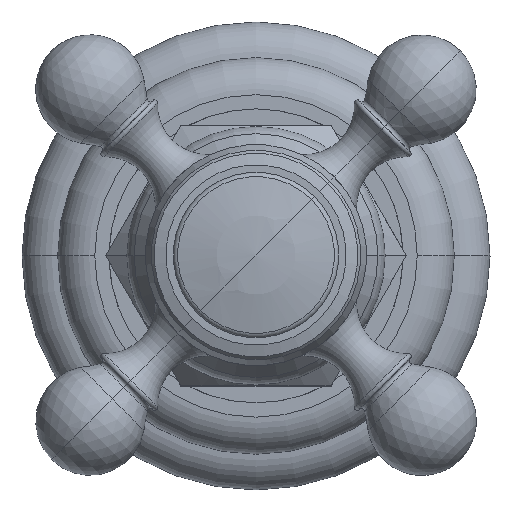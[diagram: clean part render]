
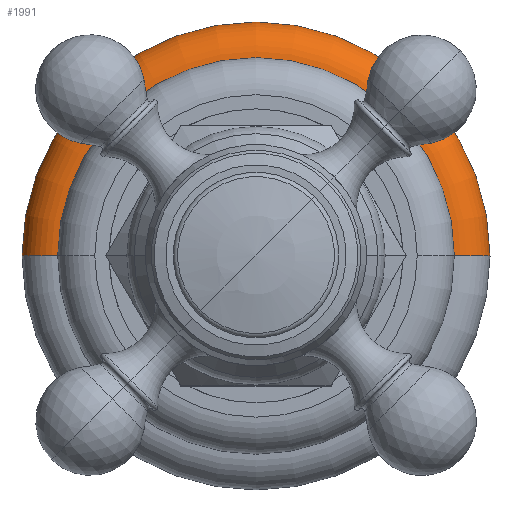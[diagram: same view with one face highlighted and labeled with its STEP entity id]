
A CAD part, top view. The second image highlights one B-rep face of the part: STEP entity #1991.
In plain terms, the highlighted toroidal (fillet/blend) face has major radius 25.219 mm and minor radius 4.753 mm.
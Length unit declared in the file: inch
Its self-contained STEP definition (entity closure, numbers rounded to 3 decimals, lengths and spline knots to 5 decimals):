
#2=CARTESIAN_POINT('',(0.,0.,0.));
#3=DIRECTION('',(0.,0.,-1.));
#4=DIRECTION('',(-1.,0.,0.));
#5=AXIS2_PLACEMENT_3D('',#2,#3,#4);
#12=CARTESIAN_POINT('',(-0.99286,0.,0.));
#13=DIRECTION('',(0.,1.,0.));
#14=DIRECTION('',(-1.,0.,0.));
#15=AXIS2_PLACEMENT_3D('',#12,#13,#14);
#17=CARTESIAN_POINT('',(0.99286,0.,0.));
#18=DIRECTION('',(0.,-1.,0.));
#19=DIRECTION('',(1.,0.,0.));
#20=AXIS2_PLACEMENT_3D('',#17,#18,#19);
#37=CARTESIAN_POINT('',(0.,0.,0.187));
#38=DIRECTION('',(0.,0.,-1.));
#39=DIRECTION('',(-1.,0.,0.));
#40=AXIS2_PLACEMENT_3D('',#37,#38,#39);
#1668=CARTESIAN_POINT('',(-1.,0.,0.187));
#1670=VERTEX_POINT('',#1668);
#1672=CARTESIAN_POINT('',(1.,0.,0.187));
#1674=VERTEX_POINT('',#1672);
#1680=CARTESIAN_POINT('',(-1.18,0.,0.));
#1681=CARTESIAN_POINT('',(1.18,0.,0.));
#1682=VERTEX_POINT('',#1680);
#1683=VERTEX_POINT('',#1681);
#1976=CARTESIAN_POINT('',(0.,0.,0.));
#1977=DIRECTION('',(0.,0.,-1.));
#1978=DIRECTION('',(1.,0.,0.));
#1979=AXIS2_PLACEMENT_3D('',#1976,#1977,#1978);
#1980=TOROIDAL_SURFACE('',#1979,0.99286,0.18714);
#1982=ORIENTED_EDGE('',*,*,#1981,.T.);
#1984=ORIENTED_EDGE('',*,*,#1983,.T.);
#1986=ORIENTED_EDGE('',*,*,#1985,.F.);
#1988=ORIENTED_EDGE('',*,*,#1987,.F.);
#1989=EDGE_LOOP('',(#1982,#1984,#1986,#1988));
#1990=FACE_OUTER_BOUND('',#1989,.F.);
#1991=ADVANCED_FACE('',(#1990),#1980,.T.);
#6=CIRCLE('',#5,1.18);
#16=CIRCLE('',#15,0.18714);
#21=CIRCLE('',#20,0.18714);
#41=CIRCLE('',#40,1.);
#1981=EDGE_CURVE('',#1682,#1683,#6,.T.);
#1983=EDGE_CURVE('',#1683,#1674,#21,.T.);
#1985=EDGE_CURVE('',#1670,#1674,#41,.T.);
#1987=EDGE_CURVE('',#1682,#1670,#16,.T.);
